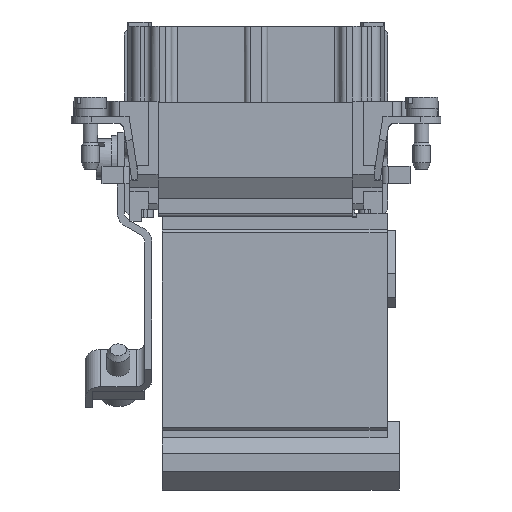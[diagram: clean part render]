
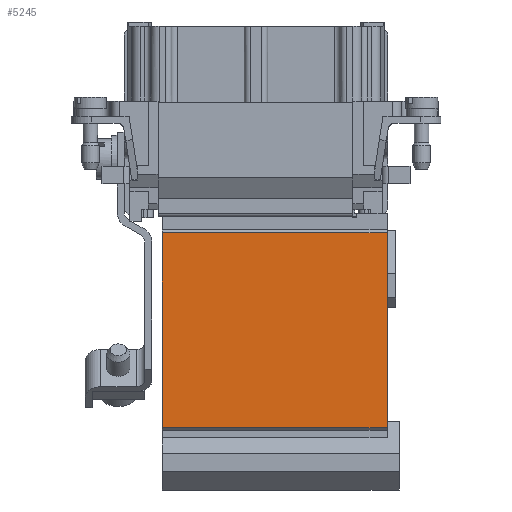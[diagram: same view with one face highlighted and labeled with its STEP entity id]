
A CAD part, front view. The second image highlights one B-rep face of the part: STEP entity #5245.
In plain terms, the highlighted planar face has unit normal (0, -1, 0).
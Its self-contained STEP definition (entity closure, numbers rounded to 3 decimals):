
#3552=FACE_OUTER_BOUND('',#6742,.T.);
#4446=PLANE('',#23645);
#5245=ADVANCED_FACE('',(#3552),#4446,.T.);
#6742=EDGE_LOOP('',(#8723,#8724,#8725,#8726));
#8723=ORIENTED_EDGE('',*,*,#15835,.T.);
#8724=ORIENTED_EDGE('',*,*,#15556,.F.);
#8725=ORIENTED_EDGE('',*,*,#15833,.T.);
#8726=ORIENTED_EDGE('',*,*,#15836,.F.);
#13673=VERTEX_POINT('',#31381);
#13674=VERTEX_POINT('',#31383);
#13897=VERTEX_POINT('',#32033);
#13898=VERTEX_POINT('',#32037);
#15556=EDGE_CURVE('',#13673,#13674,#18945,.T.);
#15833=EDGE_CURVE('',#13673,#13897,#19177,.T.);
#15835=EDGE_CURVE('',#13898,#13674,#19179,.T.);
#15836=EDGE_CURVE('',#13898,#13897,#19180,.T.);
#18945=LINE('',#31382,#21033);
#19177=LINE('',#32032,#21265);
#19179=LINE('',#32036,#21267);
#19180=LINE('',#32038,#21268);
#21033=VECTOR('',#25533,1.);
#21265=VECTOR('',#25895,1.);
#21267=VECTOR('',#25899,1.);
#21268=VECTOR('',#25900,1.);
#23645=AXIS2_PLACEMENT_3D('',#32039,#25901,#25902);
#25533=DIRECTION('',(0.,0.,1.));
#25895=DIRECTION('',(1.,0.,0.));
#25899=DIRECTION('',(-1.,0.,0.));
#25900=DIRECTION('',(0.,0.,-1.));
#25901=DIRECTION('',(0.,-1.,0.));
#25902=DIRECTION('',(0.,0.,1.));
#31381=CARTESIAN_POINT('',(-16.15,-16.9,-52.369));
#31382=CARTESIAN_POINT('',(-16.15,-16.9,-18.869));
#31383=CARTESIAN_POINT('',(-16.15,-16.9,-18.869));
#32032=CARTESIAN_POINT('',(17.35,-16.9,-52.369));
#32033=CARTESIAN_POINT('',(22.55,-16.9,-52.369));
#32036=CARTESIAN_POINT('',(22.55,-16.9,-18.869));
#32037=CARTESIAN_POINT('',(22.55,-16.9,-18.869));
#32038=CARTESIAN_POINT('',(22.55,-16.9,-18.869));
#32039=CARTESIAN_POINT('',(22.55,-16.9,-53.869));
